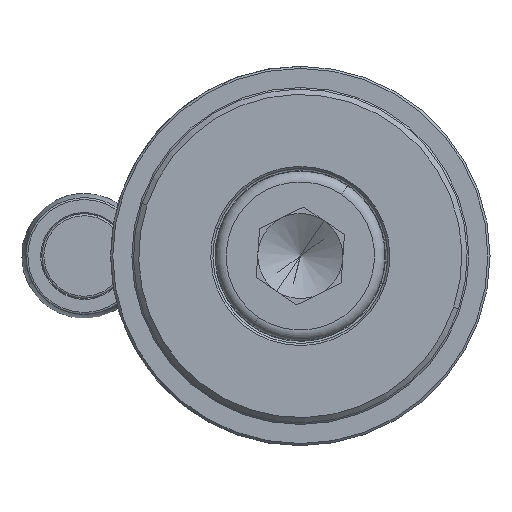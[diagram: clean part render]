
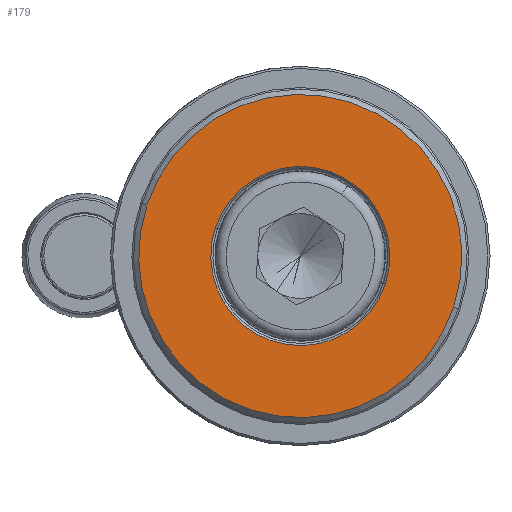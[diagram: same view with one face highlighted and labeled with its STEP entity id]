
A CAD part, front view. The second image highlights one B-rep face of the part: STEP entity #179.
In plain terms, the highlighted planar face has unit normal (0, -1, 0).
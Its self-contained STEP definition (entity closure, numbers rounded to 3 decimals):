
#41 = PLANE ( 'NONE',  #708 ) ;
#179 = ADVANCED_FACE ( 'NONE', ( #2317, #3121 ), #41, .F. ) ;
#196 = ORIENTED_EDGE ( 'NONE', *, *, #497, .T. ) ;
#221 = AXIS2_PLACEMENT_3D ( 'NONE', #1537, #1865, #4697 ) ;
#322 = DIRECTION ( 'NONE',  ( 0., 1., 0. ) ) ;
#497 = EDGE_CURVE ( 'NONE', #559, #3761, #3977, .T. ) ;
#559 = VERTEX_POINT ( 'NONE', #4266 ) ;
#702 = CARTESIAN_POINT ( 'NONE',  ( 0., 0., 15.25 ) ) ;
#708 = AXIS2_PLACEMENT_3D ( 'NONE', #3901, #322, #3094 ) ;
#812 = AXIS2_PLACEMENT_3D ( 'NONE', #2212, #4216, #2264 ) ;
#922 = VERTEX_POINT ( 'NONE', #4583 ) ;
#1034 = EDGE_CURVE ( 'NONE', #3761, #559, #4263, .T. ) ;
#1137 = ORIENTED_EDGE ( 'NONE', *, *, #1034, .T. ) ;
#1188 = ORIENTED_EDGE ( 'NONE', *, *, #3678, .T. ) ;
#1499 = DIRECTION ( 'NONE',  ( 0., 0., 1. ) ) ;
#1537 = CARTESIAN_POINT ( 'NONE',  ( 0., 0., 0. ) ) ;
#1781 = CIRCLE ( 'NONE', #812, 15.25 ) ;
#1825 = CIRCLE ( 'NONE', #2730, 15.25 ) ;
#1865 = DIRECTION ( 'NONE',  ( 0., 1., 0. ) ) ;
#1891 = DIRECTION ( 'NONE',  ( 0., 0., 1. ) ) ;
#1962 = AXIS2_PLACEMENT_3D ( 'NONE', #3867, #4284, #1891 ) ;
#2212 = CARTESIAN_POINT ( 'NONE',  ( 0., 0., 0. ) ) ;
#2264 = DIRECTION ( 'NONE',  ( 0., 0., 1. ) ) ;
#2317 = FACE_BOUND ( 'NONE', #4235, .T. ) ;
#2730 = AXIS2_PLACEMENT_3D ( 'NONE', #3824, #5014, #1499 ) ;
#3094 = DIRECTION ( 'NONE',  ( 0., 0., 1. ) ) ;
#3121 = FACE_OUTER_BOUND ( 'NONE', #4210, .T. ) ;
#3306 = EDGE_CURVE ( 'NONE', #3562, #922, #1825, .T. ) ;
#3363 = CARTESIAN_POINT ( 'NONE',  ( 0., 0., 8.45 ) ) ;
#3562 = VERTEX_POINT ( 'NONE', #702 ) ;
#3678 = EDGE_CURVE ( 'NONE', #922, #3562, #1781, .T. ) ;
#3761 = VERTEX_POINT ( 'NONE', #3363 ) ;
#3824 = CARTESIAN_POINT ( 'NONE',  ( 0., 0., 0. ) ) ;
#3867 = CARTESIAN_POINT ( 'NONE',  ( 0., 0., 0. ) ) ;
#3901 = CARTESIAN_POINT ( 'NONE',  ( -8.25, 0., 0. ) ) ;
#3977 = CIRCLE ( 'NONE', #221, 8.45 ) ;
#4210 = EDGE_LOOP ( 'NONE', ( #4504, #1188 ) ) ;
#4216 = DIRECTION ( 'NONE',  ( 0., -1., 0. ) ) ;
#4235 = EDGE_LOOP ( 'NONE', ( #196, #1137 ) ) ;
#4263 = CIRCLE ( 'NONE', #1962, 8.45 ) ;
#4266 = CARTESIAN_POINT ( 'NONE',  ( 0., 0., -8.45 ) ) ;
#4284 = DIRECTION ( 'NONE',  ( 0., 1., 0. ) ) ;
#4504 = ORIENTED_EDGE ( 'NONE', *, *, #3306, .T. ) ;
#4583 = CARTESIAN_POINT ( 'NONE',  ( 0., 0., -15.25 ) ) ;
#4697 = DIRECTION ( 'NONE',  ( 0., 0., 1. ) ) ;
#5014 = DIRECTION ( 'NONE',  ( 0., -1., 0. ) ) ;
